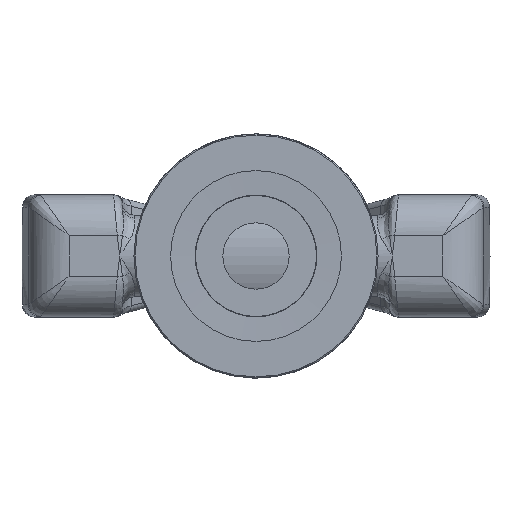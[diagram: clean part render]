
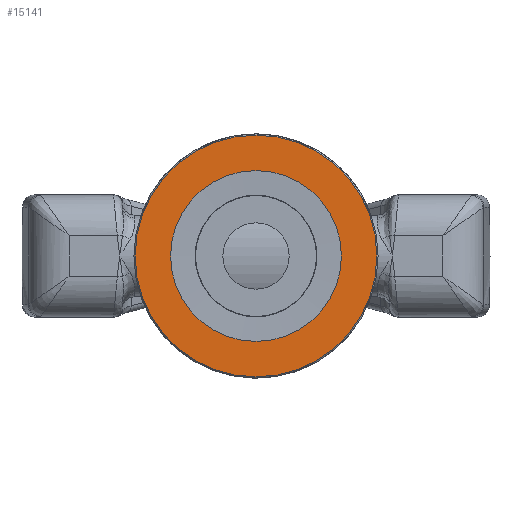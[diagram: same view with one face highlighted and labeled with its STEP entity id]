
A CAD part, front view. The second image highlights one B-rep face of the part: STEP entity #15141.
In plain terms, the highlighted face is planar.
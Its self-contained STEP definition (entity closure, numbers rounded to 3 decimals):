
#122=FACE_BOUND('',#4472,.T.);
#2856=PLANE('',#16224);
#3538=FACE_OUTER_BOUND('',#4471,.T.);
#4471=EDGE_LOOP('',(#12508));
#4472=EDGE_LOOP('',(#12509));
#5129=CIRCLE('',#16221,29.7);
#5131=CIRCLE('',#16225,21.);
#6939=VERTEX_POINT('',#42791);
#6941=VERTEX_POINT('',#42797);
#8919=EDGE_CURVE('',#6939,#6939,#5129,.T.);
#8921=EDGE_CURVE('',#6941,#6941,#5131,.T.);
#12508=ORIENTED_EDGE('',*,*,#8919,.F.);
#12509=ORIENTED_EDGE('',*,*,#8921,.F.);
#15141=ADVANCED_FACE('',(#3538,#122),#2856,.F.);
#16221=AXIS2_PLACEMENT_3D('',#42792,#18324,#18325);
#16224=AXIS2_PLACEMENT_3D('',#42796,#18330,#18331);
#16225=AXIS2_PLACEMENT_3D('',#42798,#18332,#18333);
#18324=DIRECTION('center_axis',(0.,0.,1.));
#18325=DIRECTION('ref_axis',(-1.,0.,0.));
#18330=DIRECTION('center_axis',(0.,0.,1.));
#18331=DIRECTION('ref_axis',(1.,0.,0.));
#18332=DIRECTION('center_axis',(0.,0.,-1.));
#18333=DIRECTION('ref_axis',(-1.,0.,0.));
#42791=CARTESIAN_POINT('',(29.7,0.,0.));
#42792=CARTESIAN_POINT('Origin',(0.,0.,0.));
#42796=CARTESIAN_POINT('Origin',(0.,0.,0.));
#42797=CARTESIAN_POINT('',(21.,0.,0.));
#42798=CARTESIAN_POINT('Origin',(0.,0.,0.));
